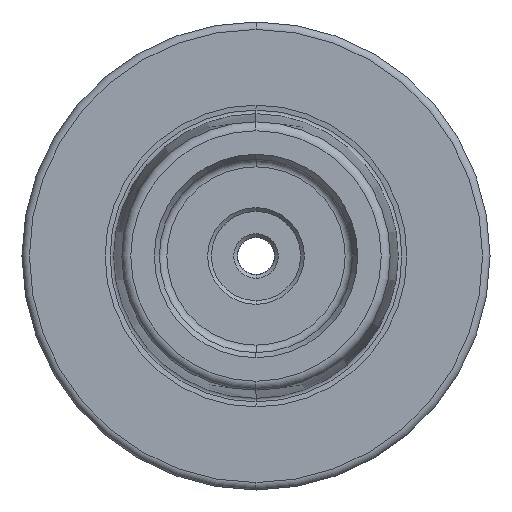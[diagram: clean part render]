
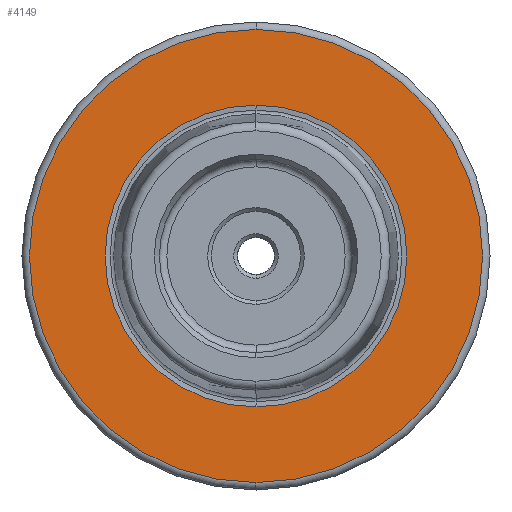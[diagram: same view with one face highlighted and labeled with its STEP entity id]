
A CAD part, left-side view. The second image highlights one B-rep face of the part: STEP entity #4149.
In plain terms, the highlighted planar face has unit normal (-1, 0, 0).
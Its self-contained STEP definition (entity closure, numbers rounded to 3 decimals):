
#49 = VERTEX_POINT ( 'NONE', #913 ) ;
#311 = CARTESIAN_POINT ( 'NONE',  ( 0., 20.308, 0. ) ) ;
#312 = DIRECTION ( 'NONE',  ( -1., 0., 0. ) ) ;
#313 = DIRECTION ( 'NONE',  ( 0., 0., 1. ) ) ;
#315 = PLANE ( 'NONE',  #1612 ) ;
#453 = CARTESIAN_POINT ( 'NONE',  ( 0., 0., 20.308 ) ) ;
#488 = CARTESIAN_POINT ( 'NONE',  ( 0., 0., -20.308 ) ) ;
#561 = EDGE_CURVE ( 'NONE', #4053, #49, #4706, .T. ) ;
#622 = EDGE_CURVE ( 'NONE', #4795, #4814, #2427, .T. ) ;
#699 = EDGE_CURVE ( 'NONE', #4814, #4795, #2539, .T. ) ;
#765 = EDGE_CURVE ( 'NONE', #49, #4053, #2594, .T. ) ;
#913 = CARTESIAN_POINT ( 'NONE',  ( 0., 0., -30.5 ) ) ;
#1049 = CARTESIAN_POINT ( 'NONE',  ( 0., 0., 0. ) ) ;
#1052 = DIRECTION ( 'NONE',  ( -1., 0., 0. ) ) ;
#1060 = DIRECTION ( 'NONE',  ( 0., 0., 1. ) ) ;
#1191 = DIRECTION ( 'NONE',  ( 0., 0., -1. ) ) ;
#1193 = CARTESIAN_POINT ( 'NONE',  ( 0., 0., 0. ) ) ;
#1207 = DIRECTION ( 'NONE',  ( 1., 0., 0. ) ) ;
#1543 = CARTESIAN_POINT ( 'NONE',  ( 0., 0., 0. ) ) ;
#1545 = DIRECTION ( 'NONE',  ( 1., 0., 0. ) ) ;
#1557 = DIRECTION ( 'NONE',  ( 0., 0., -1. ) ) ;
#1612 = AXIS2_PLACEMENT_3D ( 'NONE', #311, #312, #313 ) ;
#1703 = AXIS2_PLACEMENT_3D ( 'NONE', #1193, #1207, #1191 ) ;
#1769 = AXIS2_PLACEMENT_3D ( 'NONE', #2029, #2032, #2033 ) ;
#1786 = AXIS2_PLACEMENT_3D ( 'NONE', #1543, #1545, #1557 ) ;
#2029 = CARTESIAN_POINT ( 'NONE',  ( 0., 0., 0. ) ) ;
#2032 = DIRECTION ( 'NONE',  ( -1., 0., 0. ) ) ;
#2033 = DIRECTION ( 'NONE',  ( 0., 0., 1. ) ) ;
#2246 = FACE_OUTER_BOUND ( 'NONE', #4203, .T. ) ;
#2249 = FACE_BOUND ( 'NONE', #4759, .T. ) ;
#2427 = CIRCLE ( 'NONE', #1703, 20.308 ) ;
#2539 = CIRCLE ( 'NONE', #1786, 20.308 ) ;
#2594 = CIRCLE ( 'NONE', #1769, 30.5 ) ;
#3173 = CARTESIAN_POINT ( 'NONE',  ( 0., 0., 30.5 ) ) ;
#4053 = VERTEX_POINT ( 'NONE', #3173 ) ;
#4149 = ADVANCED_FACE ( 'NONE', ( #2246, #2249 ), #315, .T. ) ;
#4203 = EDGE_LOOP ( 'NONE', ( #4486, #4451 ) ) ;
#4451 = ORIENTED_EDGE ( 'NONE', *, *, #765, .T. ) ;
#4466 = ORIENTED_EDGE ( 'NONE', *, *, #699, .T. ) ;
#4486 = ORIENTED_EDGE ( 'NONE', *, *, #561, .T. ) ;
#4490 = ORIENTED_EDGE ( 'NONE', *, *, #622, .T. ) ;
#4706 = CIRCLE ( 'NONE', #4951, 30.5 ) ;
#4759 = EDGE_LOOP ( 'NONE', ( #4490, #4466 ) ) ;
#4795 = VERTEX_POINT ( 'NONE', #453 ) ;
#4814 = VERTEX_POINT ( 'NONE', #488 ) ;
#4951 = AXIS2_PLACEMENT_3D ( 'NONE', #1049, #1052, #1060 ) ;
